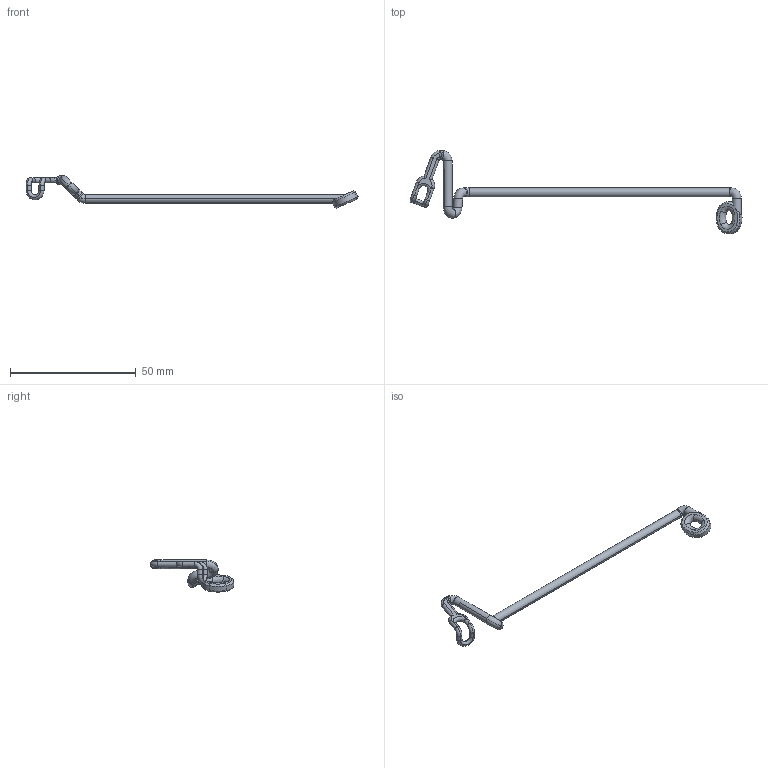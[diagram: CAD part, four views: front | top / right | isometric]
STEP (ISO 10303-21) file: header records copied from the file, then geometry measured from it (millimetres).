
FILE_DESCRIPTION((''),'2;1');
FILE_NAME('PDM-TCT_SALES_REV0','2018-06-27T09:21:06',('jwisneski'),(''),'CREO PARAMETRIC BY PTC INC, 2017110','CREO PARAMETRIC BY PTC INC, 2017110','');
FILE_SCHEMA(('CONFIG_CONTROL_DESIGN'));
Length unit declared in the file: inch
Products named in the file (1): PDM-TCT_SALES_REV0
Bounding box: 132.13 x 33.2 x 12.77 mm (x, y, z)
Surface area: 2319.8 mm2 (no closed solid volume)
Topology: 0 solids, 1 shells, 94 faces, 280 edges, 186 vertices
Faces by surface type: cylinder 32, torus 31, bspline 15, cone 10, plane 6
Entity records: 3958 total; most frequent: CARTESIAN_POINT 1383, ORIENTED_EDGE 560, DIRECTION 555, EDGE_CURVE 280, AXIS2_PLACEMENT_3D 254, VERTEX_POINT 186, CIRCLE 175, EDGE_LOOP 96
